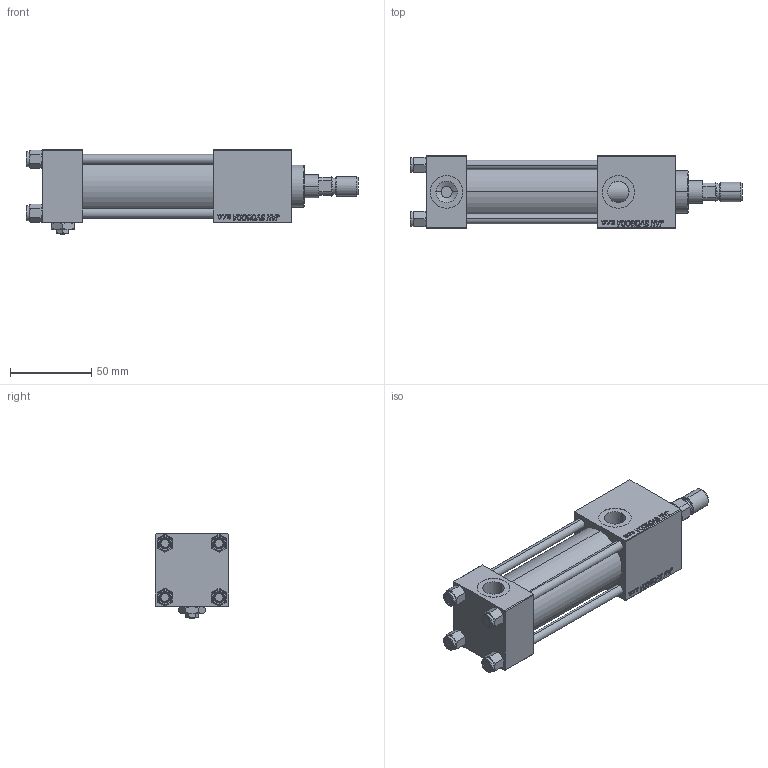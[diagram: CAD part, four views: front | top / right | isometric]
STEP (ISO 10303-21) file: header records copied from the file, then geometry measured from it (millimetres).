
FILE_DESCRIPTION (( 'STEP AP203' ), '1' );
FILE_NAME ('8a92.STEP', '2024-10-18T14:19:59', ( '' ), ( '' ), 'SwSTEP 2.0', 'SolidWorks 2019', '' );
FILE_SCHEMA (( 'CONFIG_CONTROL_DESIGN' ));
Length unit declared in the file: millimetre
Products named in the file (8): V215CR_VCP_C c9930f305006bc42c9afb99c5c87b509; ROD_END_AH c9930f305006bc42c9afb99c5c87b509; NUT_M5_C c9930f305006bc42c9afb99c5c87b509; 8a92; V215_VC_A c9930f305006bc42c9afb99c5c87b509; V215CR_C_TYCINKA c9930f305006bc42c9afb99c5c87b509; V215CR_C_Body c9930f305006bc42c9afb99c5c87b509; Zatka_pro_OIL_PORT c9930f305006bc42c9afb99c5c87b509
Assembly tree (13 placements, depth 2):
  8a92
    V215CR_C_Body c9930f305006bc42c9afb99c5c87b509
    V215CR_VCP_C c9930f305006bc42c9afb99c5c87b509
    NUT_M5_C c9930f305006bc42c9afb99c5c87b509  x4
    V215CR_C_TYCINKA c9930f305006bc42c9afb99c5c87b509  x4
    V215_VC_A c9930f305006bc42c9afb99c5c87b509
    ROD_END_AH c9930f305006bc42c9afb99c5c87b509
    Zatka_pro_OIL_PORT c9930f305006bc42c9afb99c5c87b509
Bounding box: 204 x 45 x 52 mm (x, y, z)
Volume: 212680.3 mm3; surface area: 79192 mm2
Topology: 13 solids, 13 shells, 1214 faces, 3020 edges, 1951 vertices
Faces by surface type: plane 552, bspline 392, cone 162, cylinder 98, torus 10
Entity records: 52362 total; most frequent: CARTESIAN_POINT 27656, ORIENTED_EDGE 5532, DIRECTION 3584, EDGE_CURVE 2766, VERTEX_POINT 1807, LINE 1642, VECTOR 1642, EDGE_LOOP 1227
